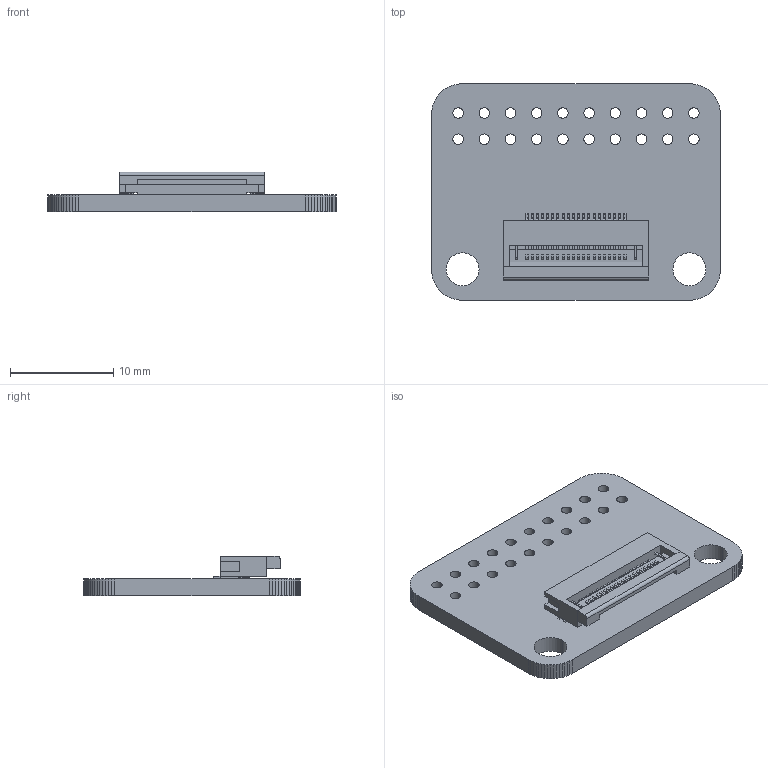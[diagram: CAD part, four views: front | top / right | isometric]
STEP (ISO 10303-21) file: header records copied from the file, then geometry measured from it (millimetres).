
FILE_DESCRIPTION(('PCB Model'),'2;1');
FILE_NAME('FPC 20P 0.STEP','2023-04-30T10:46:50',('pritesh'),( 'Unspecified'),'Open CASCADE STEP processor 6.8','Proteus','Unknown' );
FILE_SCHEMA(('AUTOMOTIVE_DESIGN { 1 0 10303 214 1 1 1 1 }'));
Length unit declared in the file: millimetre
Products named in the file (7): Open CASCADE STEP translator 6.8 1; Layer_1; J1; Open CASCADE STEP translator 6.8 1.2.1; Body_1; SOLID
Assembly tree (6 placements, depth 5):
  Open CASCADE STEP translator 6.8 1
    Layer_1
    J1
      Open CASCADE STEP translator 6.8 1.2.1
        Body_1
          SOLID
          SOLID
Bounding box: 28 x 21 x 3.84 mm (x, y, z)
Volume: 1005.3 mm3; surface area: 1713.2 mm2
Topology: 3 solids, 3 shells, 844 faces, 2388 edges, 1592 vertices
Faces by surface type: plane 710, cylinder 134
Entity records: 33880 total; most frequent: CARTESIAN_POINT 4853, ORIENTED_EDGE 4776, DIRECTION 4336, EDGE_CURVE 2388, LINE 2098, VECTOR 2098, VERTEX_POINT 1592, AXIS2_PLACEMENT_3D 1119
